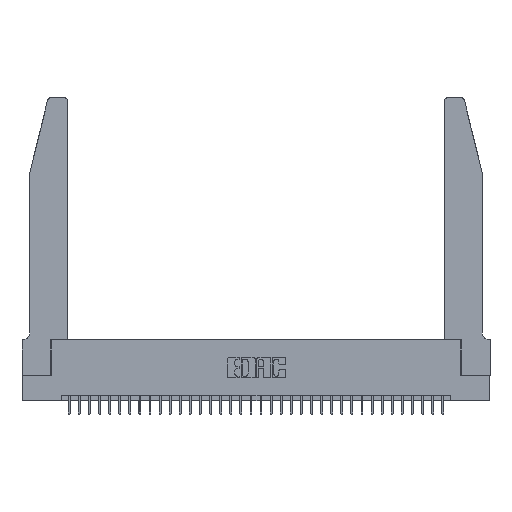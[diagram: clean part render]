
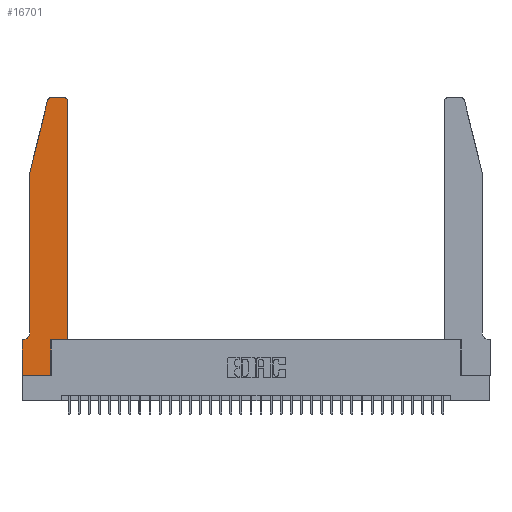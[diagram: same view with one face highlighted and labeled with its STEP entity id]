
A CAD part, top view. The second image highlights one B-rep face of the part: STEP entity #16701.
In plain terms, the highlighted planar face has unit normal (0, 0, 1).
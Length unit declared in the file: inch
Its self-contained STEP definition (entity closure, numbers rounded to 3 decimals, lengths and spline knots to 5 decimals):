
#363 = CARTESIAN_POINT ( 'NONE',  ( 0.2865, 0., 0.37 ) ) ;
#520 = EDGE_CURVE ( 'NONE', #24719, #25149, #13590, .T. ) ;
#828 = LINE ( 'NONE', #6559, #33241 ) ;
#1531 = AXIS2_PLACEMENT_3D ( 'NONE', #11000, #21855, #32942 ) ;
#1574 = VECTOR ( 'NONE', #18997, 39.37008 ) ;
#1887 = VERTEX_POINT ( 'NONE', #3334 ) ;
#2231 = DIRECTION ( 'NONE',  ( 0., 0., 1. ) ) ;
#3120 = VERTEX_POINT ( 'NONE', #11686 ) ;
#3162 = CARTESIAN_POINT ( 'NONE',  ( 0.284, 2.75, 0.37 ) ) ;
#3287 = VECTOR ( 'NONE', #24406, 39.37008 ) ;
#3329 = CARTESIAN_POINT ( 'NONE',  ( 0.4505, 2.72, 0.37 ) ) ;
#3334 = CARTESIAN_POINT ( 'NONE',  ( 0.0755, 0.42, 0.37 ) ) ;
#3460 = LINE ( 'NONE', #21957, #8565 ) ;
#3929 = DIRECTION ( 'NONE',  ( 1., 0., 0. ) ) ;
#3946 = EDGE_CURVE ( 'NONE', #25149, #3120, #19870, .T. ) ;
#4032 = VECTOR ( 'NONE', #15416, 39.37008 ) ;
#4117 = ORIENTED_EDGE ( 'NONE', *, *, #32306, .T. ) ;
#6394 = DIRECTION ( 'NONE',  ( 1., 0., 0. ) ) ;
#6395 = ORIENTED_EDGE ( 'NONE', *, *, #7350, .T. ) ;
#6559 = CARTESIAN_POINT ( 'NONE',  ( 0.2605, 2.75, 0.37 ) ) ;
#7248 = EDGE_CURVE ( 'NONE', #1887, #25183, #12044, .T. ) ;
#7350 = EDGE_CURVE ( 'NONE', #12204, #18498, #28565, .T. ) ;
#7882 = ORIENTED_EDGE ( 'NONE', *, *, #12238, .T. ) ;
#8565 = VECTOR ( 'NONE', #8797, 39.37008 ) ;
#8797 = DIRECTION ( 'NONE',  ( -1., 0., 0. ) ) ;
#9542 = DIRECTION ( 'NONE',  ( 0., -1., 0. ) ) ;
#9683 = VECTOR ( 'NONE', #6394, 39.37008 ) ;
#9696 = DIRECTION ( 'NONE',  ( -1., 0., 0. ) ) ;
#10195 = DIRECTION ( 'NONE',  ( 0., 1., 0. ) ) ;
#10327 = AXIS2_PLACEMENT_3D ( 'NONE', #12375, #12195, #9696 ) ;
#11000 = CARTESIAN_POINT ( 'NONE',  ( 0., 0.35, 0.37 ) ) ;
#11686 = CARTESIAN_POINT ( 'NONE',  ( 0.4505, 0.35, 0.37 ) ) ;
#11986 = ORIENTED_EDGE ( 'NONE', *, *, #21408, .T. ) ;
#12044 = CIRCLE ( 'NONE', #10327, 0.07 ) ;
#12195 = DIRECTION ( 'NONE',  ( 0., 0., -1. ) ) ;
#12204 = VERTEX_POINT ( 'NONE', #3329 ) ;
#12238 = EDGE_CURVE ( 'NONE', #18498, #35110, #828, .T. ) ;
#12289 = EDGE_CURVE ( 'NONE', #26815, #1887, #28994, .T. ) ;
#12375 = CARTESIAN_POINT ( 'NONE',  ( 0.0055, 0.42, 0.37 ) ) ;
#13187 = VERTEX_POINT ( 'NONE', #20842 ) ;
#13360 = LINE ( 'NONE', #21516, #1574 ) ;
#13590 = LINE ( 'NONE', #21425, #3287 ) ;
#13650 = CARTESIAN_POINT ( 'NONE',  ( 0.2865, 0.35, 0.37 ) ) ;
#13788 = CARTESIAN_POINT ( 'NONE',  ( 0.4205, 2.72, 0.37 ) ) ;
#13861 = FACE_OUTER_BOUND ( 'NONE', #25841, .T. ) ;
#14020 = PLANE ( 'NONE',  #1531 ) ;
#14647 = CARTESIAN_POINT ( 'NONE',  ( 0., 0., 0.37 ) ) ;
#15416 = DIRECTION ( 'NONE',  ( -0.239, -0.971, 0. ) ) ;
#15460 = AXIS2_PLACEMENT_3D ( 'NONE', #13788, #2231, #23917 ) ;
#16313 = CIRCLE ( 'NONE', #20877, 0.03 ) ;
#16594 = ORIENTED_EDGE ( 'NONE', *, *, #33728, .T. ) ;
#16701 = ADVANCED_FACE ( 'NONE', ( #13861 ), #14020, .T. ) ;
#16786 = VERTEX_POINT ( 'NONE', #29874 ) ;
#17528 = VECTOR ( 'NONE', #25860, 39.37008 ) ;
#17656 = LINE ( 'NONE', #28596, #32136 ) ;
#17720 = CARTESIAN_POINT ( 'NONE',  ( 0.0755, 2., 0.37 ) ) ;
#17788 = CARTESIAN_POINT ( 'NONE',  ( 0.284, 2.72, 0.37 ) ) ;
#18498 = VERTEX_POINT ( 'NONE', #29313 ) ;
#18806 = ORIENTED_EDGE ( 'NONE', *, *, #7248, .T. ) ;
#18997 = DIRECTION ( 'NONE',  ( 0., -1., 0. ) ) ;
#19703 = CARTESIAN_POINT ( 'NONE',  ( 0., 0., 0.37 ) ) ;
#19870 = LINE ( 'NONE', #30803, #9683 ) ;
#20212 = VERTEX_POINT ( 'NONE', #19703 ) ;
#20842 = CARTESIAN_POINT ( 'NONE',  ( 0.25487, 2.72718, 0.37 ) ) ;
#20877 = AXIS2_PLACEMENT_3D ( 'NONE', #17788, #26158, #3929 ) ;
#20928 = LINE ( 'NONE', #31675, #4032 ) ;
#21236 = EDGE_CURVE ( 'NONE', #13187, #26815, #20928, .T. ) ;
#21408 = EDGE_CURVE ( 'NONE', #25183, #16786, #3460, .T. ) ;
#21425 = CARTESIAN_POINT ( 'NONE',  ( 0.2865, 0.35, 0.37 ) ) ;
#21516 = CARTESIAN_POINT ( 'NONE',  ( 0., 0., 0.37 ) ) ;
#21855 = DIRECTION ( 'NONE',  ( 0., 0., 1. ) ) ;
#21957 = CARTESIAN_POINT ( 'NONE',  ( 0.0755, 0.35, 0.37 ) ) ;
#22213 = VECTOR ( 'NONE', #9542, 39.37008 ) ;
#23665 = ORIENTED_EDGE ( 'NONE', *, *, #12289, .T. ) ;
#23917 = DIRECTION ( 'NONE',  ( 1., 0., 0. ) ) ;
#24406 = DIRECTION ( 'NONE',  ( 0., 1., 0. ) ) ;
#24719 = VERTEX_POINT ( 'NONE', #363 ) ;
#25149 = VERTEX_POINT ( 'NONE', #13650 ) ;
#25183 = VERTEX_POINT ( 'NONE', #31121 ) ;
#25841 = EDGE_LOOP ( 'NONE', ( #7882, #4117, #34632, #23665, #18806, #11986, #28654, #16594, #32115, #27049, #34603, #6395 ) ) ;
#25860 = DIRECTION ( 'NONE',  ( 1., 0., 0. ) ) ;
#26158 = DIRECTION ( 'NONE',  ( 0., 0., 1. ) ) ;
#26815 = VERTEX_POINT ( 'NONE', #29869 ) ;
#27049 = ORIENTED_EDGE ( 'NONE', *, *, #3946, .T. ) ;
#27070 = EDGE_CURVE ( 'NONE', #3120, #12204, #17656, .T. ) ;
#28565 = CIRCLE ( 'NONE', #15460, 0.03 ) ;
#28596 = CARTESIAN_POINT ( 'NONE',  ( 0.4505, 0.35, 0.37 ) ) ;
#28654 = ORIENTED_EDGE ( 'NONE', *, *, #32431, .T. ) ;
#28994 = LINE ( 'NONE', #17720, #22213 ) ;
#29313 = CARTESIAN_POINT ( 'NONE',  ( 0.4205, 2.75, 0.37 ) ) ;
#29869 = CARTESIAN_POINT ( 'NONE',  ( 0.0755, 2., 0.37 ) ) ;
#29874 = CARTESIAN_POINT ( 'NONE',  ( 0., 0.35, 0.37 ) ) ;
#30803 = CARTESIAN_POINT ( 'NONE',  ( 0.4505, 0.35, 0.37 ) ) ;
#30900 = LINE ( 'NONE', #14647, #17528 ) ;
#31121 = CARTESIAN_POINT ( 'NONE',  ( 0.0055, 0.35, 0.37 ) ) ;
#31675 = CARTESIAN_POINT ( 'NONE',  ( 0.0755, 2., 0.37 ) ) ;
#31680 = DIRECTION ( 'NONE',  ( -1., 0., 0. ) ) ;
#32115 = ORIENTED_EDGE ( 'NONE', *, *, #520, .T. ) ;
#32136 = VECTOR ( 'NONE', #10195, 39.37008 ) ;
#32306 = EDGE_CURVE ( 'NONE', #35110, #13187, #16313, .T. ) ;
#32431 = EDGE_CURVE ( 'NONE', #16786, #20212, #13360, .T. ) ;
#32942 = DIRECTION ( 'NONE',  ( 1., 0., 0. ) ) ;
#33241 = VECTOR ( 'NONE', #31680, 39.37008 ) ;
#33728 = EDGE_CURVE ( 'NONE', #20212, #24719, #30900, .T. ) ;
#34603 = ORIENTED_EDGE ( 'NONE', *, *, #27070, .T. ) ;
#34632 = ORIENTED_EDGE ( 'NONE', *, *, #21236, .T. ) ;
#35110 = VERTEX_POINT ( 'NONE', #3162 ) ;
